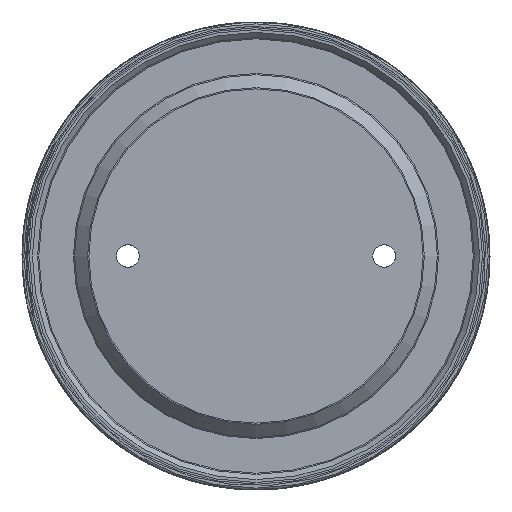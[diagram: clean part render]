
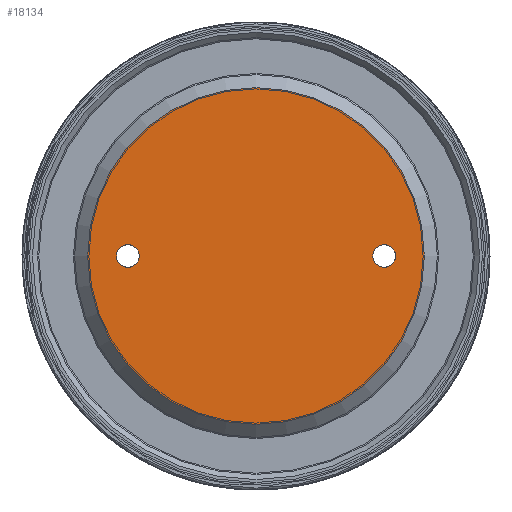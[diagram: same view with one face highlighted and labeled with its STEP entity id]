
A CAD part, front view. The second image highlights one B-rep face of the part: STEP entity #18134.
In plain terms, the highlighted planar face has unit normal (0, -1, 0).
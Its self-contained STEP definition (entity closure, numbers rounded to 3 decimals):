
#17941=CARTESIAN_POINT('',(-49.,39.,0.));
#17942=VERTEX_POINT('',#17941);
#17943=CARTESIAN_POINT('',(-45.,39.,0.0));
#17944=DIRECTION('',(0.0,1.0,0.0));
#17945=DIRECTION('',(1.0,0.0,0.0));
#17946=AXIS2_PLACEMENT_3D('',#17943,#17944,#17945);
#17947=CIRCLE('',#17946,4.0);
#17948=EDGE_CURVE('',#17942,#17942,#17947,.T.);
#17969=CARTESIAN_POINT('',(41.,39.,0.));
#17970=VERTEX_POINT('',#17969);
#17971=CARTESIAN_POINT('',(45.,39.,0.0));
#17972=DIRECTION('',(0.0,1.0,0.0));
#17973=DIRECTION('',(1.0,0.0,0.0));
#17974=AXIS2_PLACEMENT_3D('',#17971,#17972,#17973);
#17975=CIRCLE('',#17974,4.0);
#17976=EDGE_CURVE('',#17970,#17970,#17975,.T.);
#18105=CARTESIAN_POINT('',(59.086,39.,0.0));
#18106=VERTEX_POINT('',#18105);
#18107=CARTESIAN_POINT('',(0.,39.,0.0));
#18108=DIRECTION('',(0.0,-1.0,0.0));
#18109=DIRECTION('',(1.0,0.0,0.0));
#18110=AXIS2_PLACEMENT_3D('',#18107,#18108,#18109);
#18111=CIRCLE('',#18110,59.086);
#18112=EDGE_CURVE('',#18106,#18106,#18111,.T.);
#18120=CARTESIAN_POINT('',(29.543,39.,0.0));
#18121=DIRECTION('',(0.0,-1.0,0.0));
#18122=DIRECTION('',(0.0,0.0,-1.0));
#18123=AXIS2_PLACEMENT_3D('',#18120,#18121,#18122);
#18124=PLANE('',#18123);
#18125=ORIENTED_EDGE('',*,*,#18112,.T.);
#18126=EDGE_LOOP('',(#18125));
#18127=FACE_OUTER_BOUND('',#18126,.T.);
#18128=ORIENTED_EDGE('',*,*,#17948,.T.);
#18129=EDGE_LOOP('',(#18128));
#18130=FACE_BOUND('',#18129,.T.);
#18131=ORIENTED_EDGE('',*,*,#17976,.T.);
#18132=EDGE_LOOP('',(#18131));
#18133=FACE_BOUND('',#18132,.T.);
#18134=ADVANCED_FACE('',(#18127,#18130,#18133),#18124,.T.);
